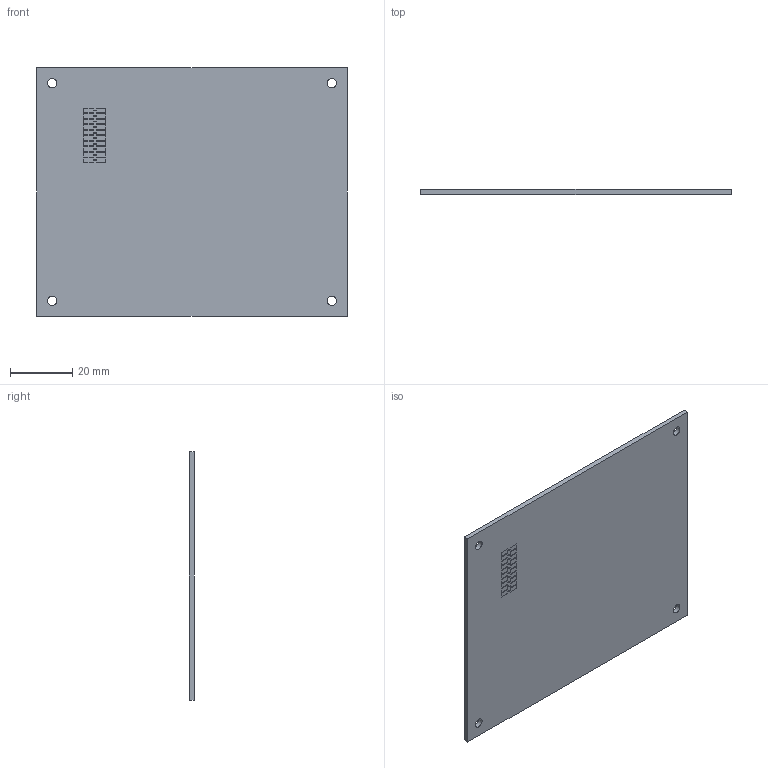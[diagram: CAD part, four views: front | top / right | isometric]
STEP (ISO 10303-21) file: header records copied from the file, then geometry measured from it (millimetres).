
FILE_DESCRIPTION(/* description */ (''),/* implementation_level */ '2;1');
FILE_NAME(/* name */ 'FR4_Circuit_Board_with_Copper_Pads_and_Traces.step',/* time_stamp */ '2024-06-22T21:55:51-04:00',/* author */ (''),/* organization */ (''),/* preprocessor_version */ 'ST-DEVELOPER v20',/* originating_system */ 'Autodesk Translation Framework v13.14.0.145',/* authorisation */ '');
FILE_SCHEMA (('AUTOMOTIVE_DESIGN { 1 0 10303 214 3 1 1 }'));
Length unit declared in the file: millimetre
Products named in the file (1): FR4_Circuit_Board_with_Copper_Pads_and_Traces
Bounding box: 100 x 1.64 x 80 mm (x, y, z)
Volume: 12758 mm3; surface area: 16771.6 mm2
Topology: 11 solids, 11 shells, 150 faces, 384 edges, 256 vertices
Faces by surface type: plane 146, cylinder 4
Full cylindrical faces by diameter (mm): 3 x4
Entity records: 4495 total; most frequent: CARTESIAN_POINT 791, ORIENTED_EDGE 768, DIRECTION 694, EDGE_CURVE 384, LINE 376, VECTOR 376, VERTEX_POINT 256, AXIS2_PLACEMENT_3D 159
